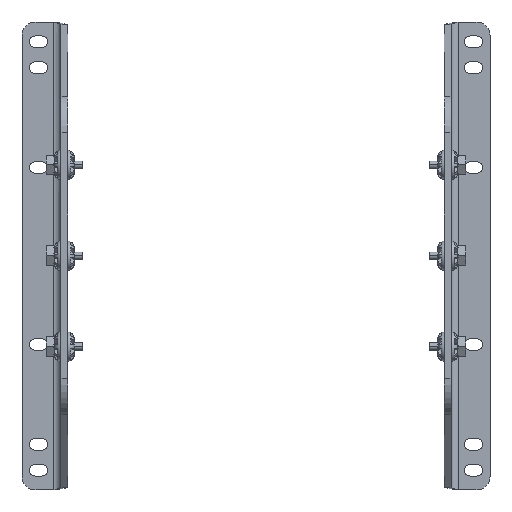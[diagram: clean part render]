
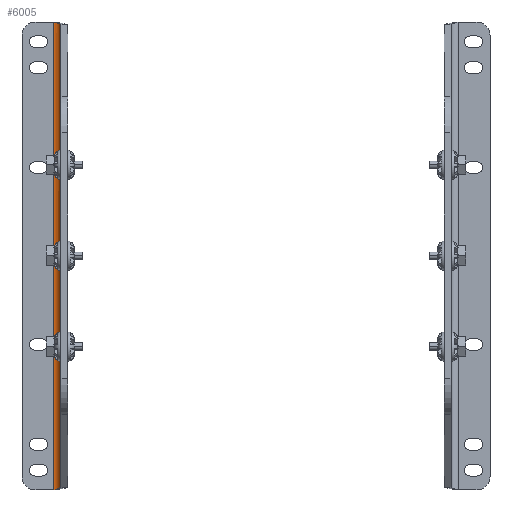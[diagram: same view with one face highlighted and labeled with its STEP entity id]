
A CAD part, top view. The second image highlights one B-rep face of the part: STEP entity #6005.
In plain terms, the highlighted cylindrical face has radius 3.416 mm (diameter 6.833 mm), a partial arc.
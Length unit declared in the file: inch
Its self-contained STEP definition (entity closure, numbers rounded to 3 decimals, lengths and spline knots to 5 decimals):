
#5 = CARTESIAN_POINT ( 'NONE',  ( 0.375, 4.44697, 0.1345 ) ) ;
#40 = CARTESIAN_POINT ( 'NONE',  ( 0.30016, 4.48452, 0.01364 ) ) ;
#468 = CYLINDRICAL_SURFACE ( 'NONE', #7301, 0.1345 ) ;
#589 = VERTEX_POINT ( 'NONE', #1262 ) ;
#608 = B_SPLINE_CURVE_WITH_KNOTS ( 'NONE', 3,
 ( #2476, #4585, #7801, #7763, #5217, #4418, #2643, #6404, #4548, #5057, #3912, #6490, #40, #3279, #6362, #5858 ),
 .UNSPECIFIED., .F., .F.,
 ( 4, 2, 2, 2, 2, 2, 2, 4 ),
 ( 0., 0.00069, 0.00138, 0.00206, 0.00275, 0.00344, 0.00413, 0.0055 ),
 .UNSPECIFIED. ) ;
#651 = CARTESIAN_POINT ( 'NONE',  ( 0.375, -4.44697, 0.1345 ) ) ;
#679 = CARTESIAN_POINT ( 'NONE',  ( 0.375, -4.45143, 0.11674 ) ) ;
#724 = CARTESIAN_POINT ( 'NONE',  ( 0.375, -4.44697, 0.1345 ) ) ;
#761 = CARTESIAN_POINT ( 'NONE',  ( 0.27529, -4.49118, 0.00428 ) ) ;
#817 = VECTOR ( 'NONE', #4017, 39.37008 ) ;
#1262 = CARTESIAN_POINT ( 'NONE',  ( 0.375, -4.44697, 0.1345 ) ) ;
#1441 = CARTESIAN_POINT ( 'NONE',  ( 0.25812, -4.49558, 0.00087 ) ) ;
#1516 = VECTOR ( 'NONE', #7777, 39.37008 ) ;
#2108 = CARTESIAN_POINT ( 'NONE',  ( 0.2405, 4.5, 0. ) ) ;
#2145 = VERTEX_POINT ( 'NONE', #5 ) ;
#2272 = ORIENTED_EDGE ( 'NONE', *, *, #6055, .T. ) ;
#2321 = B_SPLINE_CURVE_WITH_KNOTS ( 'NONE', 3,
 ( #3853, #7740, #1441, #761, #7110, #6425, #5916, #6385, #5115, #5748, #7865, #2705, #5836, #6511, #679, #724 ),
 .UNSPECIFIED., .F., .F.,
 ( 4, 2, 2, 2, 2, 2, 2, 4 ),
 ( 0., 0.00069, 0.00138, 0.00206, 0.00275, 0.00344, 0.00413, 0.0055 ),
 .UNSPECIFIED. ) ;
#2476 = CARTESIAN_POINT ( 'NONE',  ( 0.375, 4.44697, 0.1345 ) ) ;
#2486 = ORIENTED_EDGE ( 'NONE', *, *, #4564, .T. ) ;
#2643 = CARTESIAN_POINT ( 'NONE',  ( 0.35726, 4.46463, 0.06716 ) ) ;
#2705 = CARTESIAN_POINT ( 'NONE',  ( 0.35715, -4.46468, 0.06697 ) ) ;
#2748 = CARTESIAN_POINT ( 'NONE',  ( 0.2405, 4.5, 0. ) ) ;
#3084 = DIRECTION ( 'NONE',  ( 1., 0., 0. ) ) ;
#3155 = EDGE_LOOP ( 'NONE', ( #2272, #4047, #3807, #2486 ) ) ;
#3279 = CARTESIAN_POINT ( 'NONE',  ( 0.27588, 4.49112, 0.00356 ) ) ;
#3561 = EDGE_CURVE ( 'NONE', #589, #2145, #7160, .T. ) ;
#3760 = CARTESIAN_POINT ( 'NONE',  ( 0.2405, 4.5, 0.1345 ) ) ;
#3807 = ORIENTED_EDGE ( 'NONE', *, *, #3561, .T. ) ;
#3853 = CARTESIAN_POINT ( 'NONE',  ( 0.2405, -4.5, 0. ) ) ;
#3912 = CARTESIAN_POINT ( 'NONE',  ( 0.32266, 4.47787, 0.02765 ) ) ;
#3941 = EDGE_CURVE ( 'NONE', #6914, #589, #2321, .T. ) ;
#3998 = VERTEX_POINT ( 'NONE', #2748 ) ;
#4017 = DIRECTION ( 'NONE',  ( 0., 1., 0. ) ) ;
#4047 = ORIENTED_EDGE ( 'NONE', *, *, #3941, .T. ) ;
#4418 = CARTESIAN_POINT ( 'NONE',  ( 0.36139, 4.46244, 0.07488 ) ) ;
#4548 = CARTESIAN_POINT ( 'NONE',  ( 0.34185, 4.47127, 0.04564 ) ) ;
#4564 = EDGE_CURVE ( 'NONE', #2145, #3998, #608, .T. ) ;
#4585 = CARTESIAN_POINT ( 'NONE',  ( 0.375, 4.4492, 0.12562 ) ) ;
#4789 = CARTESIAN_POINT ( 'NONE',  ( 0.2405, -4.5, 0. ) ) ;
#4945 = DIRECTION ( 'NONE',  ( 0., 1., 0. ) ) ;
#5057 = CARTESIAN_POINT ( 'NONE',  ( 0.32943, 4.47568, 0.03321 ) ) ;
#5115 = CARTESIAN_POINT ( 'NONE',  ( 0.32936, -4.4757, 0.03315 ) ) ;
#5217 = CARTESIAN_POINT ( 'NONE',  ( 0.36814, 4.45801, 0.09119 ) ) ;
#5748 = CARTESIAN_POINT ( 'NONE',  ( 0.34179, -4.47129, 0.04557 ) ) ;
#5836 = CARTESIAN_POINT ( 'NONE',  ( 0.36136, -4.46245, 0.07484 ) ) ;
#5858 = CARTESIAN_POINT ( 'NONE',  ( 0.2405, 4.5, 0. ) ) ;
#5916 = CARTESIAN_POINT ( 'NONE',  ( 0.30784, -4.48234, 0.01774 ) ) ;
#6005 = ADVANCED_FACE ( 'NONE', ( #8154 ), #468, .F. ) ;
#6055 = EDGE_CURVE ( 'NONE', #3998, #6914, #7107, .T. ) ;
#6362 = CARTESIAN_POINT ( 'NONE',  ( 0.25826, 4.49554, 0. ) ) ;
#6385 = CARTESIAN_POINT ( 'NONE',  ( 0.32244, -4.47794, 0.02748 ) ) ;
#6404 = CARTESIAN_POINT ( 'NONE',  ( 0.34752, 4.46903, 0.05256 ) ) ;
#6425 = CARTESIAN_POINT ( 'NONE',  ( 0.30012, -4.48453, 0.01361 ) ) ;
#6490 = CARTESIAN_POINT ( 'NONE',  ( 0.30803, 4.48229, 0.01785 ) ) ;
#6511 = CARTESIAN_POINT ( 'NONE',  ( 0.37144, -4.45586, 0.09912 ) ) ;
#6914 = VERTEX_POINT ( 'NONE', #4789 ) ;
#7107 = LINE ( 'NONE', #2108, #1516 ) ;
#7110 = CARTESIAN_POINT ( 'NONE',  ( 0.28381, -4.48896, 0.00686 ) ) ;
#7160 = LINE ( 'NONE', #651, #817 ) ;
#7301 = AXIS2_PLACEMENT_3D ( 'NONE', #3760, #4945, #3084 ) ;
#7740 = CARTESIAN_POINT ( 'NONE',  ( 0.24938, -4.49777, 0. ) ) ;
#7763 = CARTESIAN_POINT ( 'NONE',  ( 0.37072, 4.45579, 0.09971 ) ) ;
#7777 = DIRECTION ( 'NONE',  ( 0., -1., 0. ) ) ;
#7801 = CARTESIAN_POINT ( 'NONE',  ( 0.37413, 4.45139, 0.11688 ) ) ;
#7865 = CARTESIAN_POINT ( 'NONE',  ( 0.34735, -4.4691, 0.05234 ) ) ;
#8154 = FACE_OUTER_BOUND ( 'NONE', #3155, .T. ) ;
